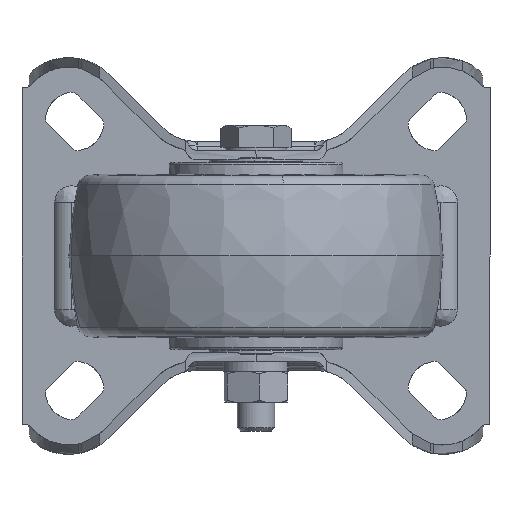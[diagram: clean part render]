
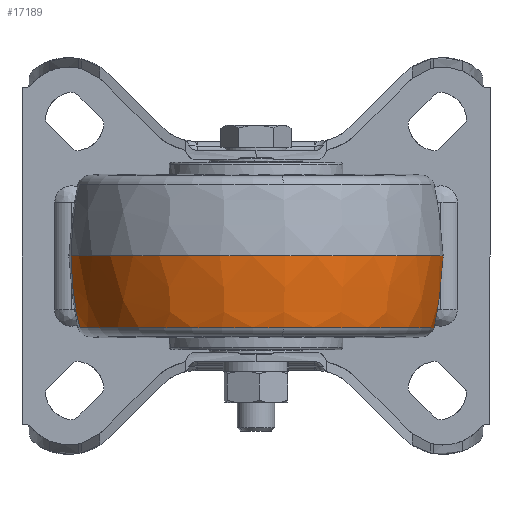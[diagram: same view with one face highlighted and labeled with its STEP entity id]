
A CAD part, front view. The second image highlights one B-rep face of the part: STEP entity #17189.
In plain terms, the highlighted free-form (B-spline) face has degree [3, 3] with [4, 4] control points.
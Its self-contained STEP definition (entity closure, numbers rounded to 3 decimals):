
#1518 = DIRECTION ( 'NONE',  ( 0., 0., -1. ) ) ;
#2153 = CARTESIAN_POINT ( 'NONE',  ( 0., -68., 0. ) ) ;
#2165 = ORIENTED_EDGE ( 'NONE', *, *, #36962, .F. ) ;
#2256 = CIRCLE ( 'NONE', #15529, 40. ) ;
#2491 = CARTESIAN_POINT ( 'NONE',  ( -39.521, -74.17, 0. ) ) ;
#4084 =( BOUNDED_SURFACE ( )  B_SPLINE_SURFACE ( 3, 3, ( 
 ( #32087, #28783, #37876, #19959 ),
 ( #4878, #14087, #25926, #23076 ),
 ( #5009, #26060, #29418, #11450 ),
 ( #5410, #23581, #23849, #2491 ) ),
 .UNSPECIFIED., .F., .F., .F. ) 
 B_SPLINE_SURFACE_WITH_KNOTS ( ( 4, 4 ),
 ( 4, 4 ),
 ( 0., 1. ),
 ( 0., 1. ),
 .UNSPECIFIED. ) 
 GEOMETRIC_REPRESENTATION_ITEM ( )  RATIONAL_B_SPLINE_SURFACE ( (
 ( 0.984, 0.328, 0.328, 0.984),
 ( 0.808, 0.269, 0.269, 0.808),
 ( 0.719, 0.24, 0.24, 0.719),
 ( 0.72, 0.24, 0.24, 0.72) ) ) 
 REPRESENTATION_ITEM ( '' )  SURFACE ( )  );
#4878 = CARTESIAN_POINT ( 'NONE',  ( 38.613, -61.972, -12.426 ) ) ;
#5009 = CARTESIAN_POINT ( 'NONE',  ( 39.377, -61.853, -6.975 ) ) ;
#5410 = CARTESIAN_POINT ( 'NONE',  ( 39.521, -61.83, 0. ) ) ;
#7412 = CARTESIAN_POINT ( 'NONE',  ( -38.613, -74.028, -12.426 ) ) ;
#7663 = CARTESIAN_POINT ( 'NONE',  ( -37.602, -73.87, -15.292 ) ) ;
#8170 = EDGE_CURVE ( 'NONE', #11505, #12804, #31450, .T. ) ;
#8853 = ORIENTED_EDGE ( 'NONE', *, *, #22331, .F. ) ;
#9766 = CIRCLE ( 'NONE', #14854, 38.057 ) ;
#10972 = DIRECTION ( 'NONE',  ( 0.154, -0.988, 0. ) ) ;
#11450 = CARTESIAN_POINT ( 'NONE',  ( -39.377, -74.147, -6.975 ) ) ;
#11505 = VERTEX_POINT ( 'NONE', #30830 ) ;
#12804 = VERTEX_POINT ( 'NONE', #29066 ) ;
#14087 = CARTESIAN_POINT ( 'NONE',  ( 50.668, -139.197, -12.426 ) ) ;
#14854 = AXIS2_PLACEMENT_3D ( 'NONE', #30183, #33231, #15225 ) ;
#15225 = DIRECTION ( 'NONE',  ( 0.154, -0.988, 0. ) ) ;
#15529 = AXIS2_PLACEMENT_3D ( 'NONE', #2153, #37124, #19187 ) ;
#16111 = EDGE_CURVE ( 'NONE', #32792, #25296, #18604, .T. ) ;
#16603 = CARTESIAN_POINT ( 'NONE',  ( -39.377, -74.147, -6.975 ) ) ;
#17189 = ADVANCED_FACE ( 'NONE', ( #31776 ), #4084, .T. ) ;
#17482 = CARTESIAN_POINT ( 'NONE',  ( 39.521, -61.83, 0. ) ) ;
#18604 =( BOUNDED_CURVE ( )  B_SPLINE_CURVE ( 3, ( #23159, #26416, #20049, #17482 ),
 .UNSPECIFIED., .F., .F. ) 
 B_SPLINE_CURVE_WITH_KNOTS ( ( 4, 4 ),
 ( 0., 1. ),
 .UNSPECIFIED. ) 
 CURVE ( )  GEOMETRIC_REPRESENTATION_ITEM ( )  RATIONAL_B_SPLINE_CURVE ( ( 0.984, 0.808, 0.719, 0.72 ) ) 
 REPRESENTATION_ITEM ( '' )  );
#19187 = DIRECTION ( 'NONE',  ( 0.154, -0.988, 0. ) ) ;
#19959 = CARTESIAN_POINT ( 'NONE',  ( -37.602, -73.87, -15.292 ) ) ;
#20049 = CARTESIAN_POINT ( 'NONE',  ( 39.377, -61.853, -6.975 ) ) ;
#22167 = EDGE_LOOP ( 'NONE', ( #8853, #29745, #24116, #32833, #2165 ) ) ;
#22331 = EDGE_CURVE ( 'NONE', #32792, #23242, #22672, .T. ) ;
#22672 = CIRCLE ( 'NONE', #25837, 38.057 ) ;
#22928 = EDGE_CURVE ( 'NONE', #25296, #12804, #2256, .T. ) ;
#22949 = CARTESIAN_POINT ( 'NONE',  ( -39.521, -74.17, 0. ) ) ;
#23076 = CARTESIAN_POINT ( 'NONE',  ( -38.613, -74.028, -12.426 ) ) ;
#23159 = CARTESIAN_POINT ( 'NONE',  ( 37.602, -62.13, -15.292 ) ) ;
#23242 = VERTEX_POINT ( 'NONE', #28526 ) ;
#23581 = CARTESIAN_POINT ( 'NONE',  ( 51.861, -140.873, 0. ) ) ;
#23849 = CARTESIAN_POINT ( 'NONE',  ( -27.182, -153.212, 0. ) ) ;
#24116 = ORIENTED_EDGE ( 'NONE', *, *, #22928, .T. ) ;
#25296 = VERTEX_POINT ( 'NONE', #38987 ) ;
#25837 = AXIS2_PLACEMENT_3D ( 'NONE', #37651, #1518, #10972 ) ;
#25926 = CARTESIAN_POINT ( 'NONE',  ( -26.557, -151.253, -12.426 ) ) ;
#26060 = CARTESIAN_POINT ( 'NONE',  ( 51.671, -140.606, -6.975 ) ) ;
#26416 = CARTESIAN_POINT ( 'NONE',  ( 38.613, -61.972, -12.426 ) ) ;
#28526 = CARTESIAN_POINT ( 'NONE',  ( 5.87, -105.602, -15.292 ) ) ;
#28783 = CARTESIAN_POINT ( 'NONE',  ( 49.342, -137.334, -15.292 ) ) ;
#29066 = CARTESIAN_POINT ( 'NONE',  ( -39.521, -74.17, 0. ) ) ;
#29418 = CARTESIAN_POINT ( 'NONE',  ( -27.083, -152.9, -6.975 ) ) ;
#29745 = ORIENTED_EDGE ( 'NONE', *, *, #16111, .T. ) ;
#30183 = CARTESIAN_POINT ( 'NONE',  ( 0., -68., -15.292 ) ) ;
#30830 = CARTESIAN_POINT ( 'NONE',  ( -37.602, -73.87, -15.292 ) ) ;
#31450 =( BOUNDED_CURVE ( )  B_SPLINE_CURVE ( 3, ( #7663, #7412, #16603, #22949 ),
 .UNSPECIFIED., .F., .F. ) 
 B_SPLINE_CURVE_WITH_KNOTS ( ( 4, 4 ),
 ( 0., 1. ),
 .UNSPECIFIED. ) 
 CURVE ( )  GEOMETRIC_REPRESENTATION_ITEM ( )  RATIONAL_B_SPLINE_CURVE ( ( 0.984, 0.808, 0.719, 0.72 ) ) 
 REPRESENTATION_ITEM ( '' )  );
#31776 = FACE_OUTER_BOUND ( 'NONE', #22167, .T. ) ;
#32087 = CARTESIAN_POINT ( 'NONE',  ( 37.602, -62.13, -15.292 ) ) ;
#32792 = VERTEX_POINT ( 'NONE', #33593 ) ;
#32833 = ORIENTED_EDGE ( 'NONE', *, *, #8170, .F. ) ;
#33231 = DIRECTION ( 'NONE',  ( 0., 0., -1. ) ) ;
#33593 = CARTESIAN_POINT ( 'NONE',  ( 37.602, -62.13, -15.292 ) ) ;
#36962 = EDGE_CURVE ( 'NONE', #23242, #11505, #9766, .T. ) ;
#37124 = DIRECTION ( 'NONE',  ( 0., 0., -1. ) ) ;
#37651 = CARTESIAN_POINT ( 'NONE',  ( 0., -68., -15.292 ) ) ;
#37876 = CARTESIAN_POINT ( 'NONE',  ( -25.862, -149.074, -15.292 ) ) ;
#38987 = CARTESIAN_POINT ( 'NONE',  ( 39.521, -61.83, 0. ) ) ;
